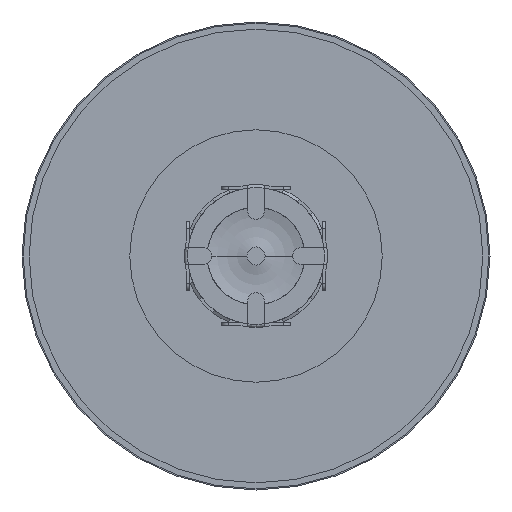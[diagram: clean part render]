
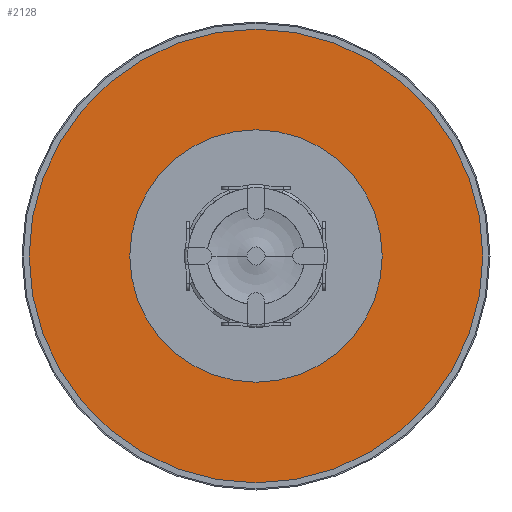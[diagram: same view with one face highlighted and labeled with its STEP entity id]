
A CAD part, front view. The second image highlights one B-rep face of the part: STEP entity #2128.
In plain terms, the highlighted planar face has unit normal (0, -1, 0).
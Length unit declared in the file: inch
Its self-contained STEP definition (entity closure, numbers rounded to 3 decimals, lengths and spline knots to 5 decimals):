
#75 = EDGE_LOOP ( 'NONE', ( #2791, #2792 ) ) ;
#76 = EDGE_LOOP ( 'NONE', ( #2789, #2790 ) ) ;
#134 = VERTEX_POINT ( 'NONE', #2842 ) ;
#139 = VERTEX_POINT ( 'NONE', #2847 ) ;
#140 = VERTEX_POINT ( 'NONE', #2848 ) ;
#141 = VERTEX_POINT ( 'NONE', #2849 ) ;
#2123 = EDGE_CURVE ( 'NONE', #140, #134, #2347, .T. ) ;
#2124 = EDGE_CURVE ( 'NONE', #139, #141, #2348, .T. ) ;
#2128 = ADVANCED_FACE ( 'NONE', ( #7526, #7529 ), #7711, .T. ) ;
#2347 = CIRCLE ( 'NONE', #7521, 0.151 ) ;
#2348 = CIRCLE ( 'NONE', #7522, 0.084 ) ;
#2789 = ORIENTED_EDGE ( 'NONE', *, *, #11411, .T. ) ;
#2790 = ORIENTED_EDGE ( 'NONE', *, *, #2124, .T. ) ;
#2791 = ORIENTED_EDGE ( 'NONE', *, *, #11415, .T. ) ;
#2792 = ORIENTED_EDGE ( 'NONE', *, *, #2123, .T. ) ;
#2842 = CARTESIAN_POINT ( 'NONE',  ( 0., -0.042, -0.151 ) ) ;
#2847 = CARTESIAN_POINT ( 'NONE',  ( 0., -0.042, -0.084 ) ) ;
#2848 = CARTESIAN_POINT ( 'NONE',  ( 0., -0.042, 0.151 ) ) ;
#2849 = CARTESIAN_POINT ( 'NONE',  ( 0., -0.042, 0.084 ) ) ;
#7521 = AXIS2_PLACEMENT_3D ( 'NONE', #7696, #7697, #7698 ) ;
#7522 = AXIS2_PLACEMENT_3D ( 'NONE', #7699, #7700, #7701 ) ;
#7526 = FACE_BOUND ( 'NONE', #76, .T. ) ;
#7529 = FACE_OUTER_BOUND ( 'NONE', #75, .T. ) ;
#7532 = AXIS2_PLACEMENT_3D ( 'NONE', #7712, #7713, #7714 ) ;
#7696 = CARTESIAN_POINT ( 'NONE',  ( 0., -0.042, 0. ) ) ;
#7697 = DIRECTION ( 'NONE',  ( 0., -1., 0. ) ) ;
#7698 = DIRECTION ( 'NONE',  ( 0., 0., -1. ) ) ;
#7699 = CARTESIAN_POINT ( 'NONE',  ( 0., -0.042, 0. ) ) ;
#7700 = DIRECTION ( 'NONE',  ( 0., 1., 0. ) ) ;
#7701 = DIRECTION ( 'NONE',  ( 0., 0., 1. ) ) ;
#7711 = PLANE ( 'NONE',  #7532 ) ;
#7712 = CARTESIAN_POINT ( 'NONE',  ( 0., -0.042, 0. ) ) ;
#7713 = DIRECTION ( 'NONE',  ( 0., -1., 0. ) ) ;
#7714 = DIRECTION ( 'NONE',  ( 0., 0., -1. ) ) ;
#8560 = CIRCLE ( 'NONE', #9220, 0.084 ) ;
#8562 = CIRCLE ( 'NONE', #9222, 0.151 ) ;
#9220 = AXIS2_PLACEMENT_3D ( 'NONE', #9329, #9330, #9331 ) ;
#9222 = AXIS2_PLACEMENT_3D ( 'NONE', #9341, #9342, #9343 ) ;
#9329 = CARTESIAN_POINT ( 'NONE',  ( 0., -0.042, 0. ) ) ;
#9330 = DIRECTION ( 'NONE',  ( 0., 1., 0. ) ) ;
#9331 = DIRECTION ( 'NONE',  ( 0., 0., 1. ) ) ;
#9341 = CARTESIAN_POINT ( 'NONE',  ( 0., -0.042, 0. ) ) ;
#9342 = DIRECTION ( 'NONE',  ( 0., -1., 0. ) ) ;
#9343 = DIRECTION ( 'NONE',  ( 0., 0., -1. ) ) ;
#11411 = EDGE_CURVE ( 'NONE', #141, #139, #8560, .T. ) ;
#11415 = EDGE_CURVE ( 'NONE', #134, #140, #8562, .T. ) ;
